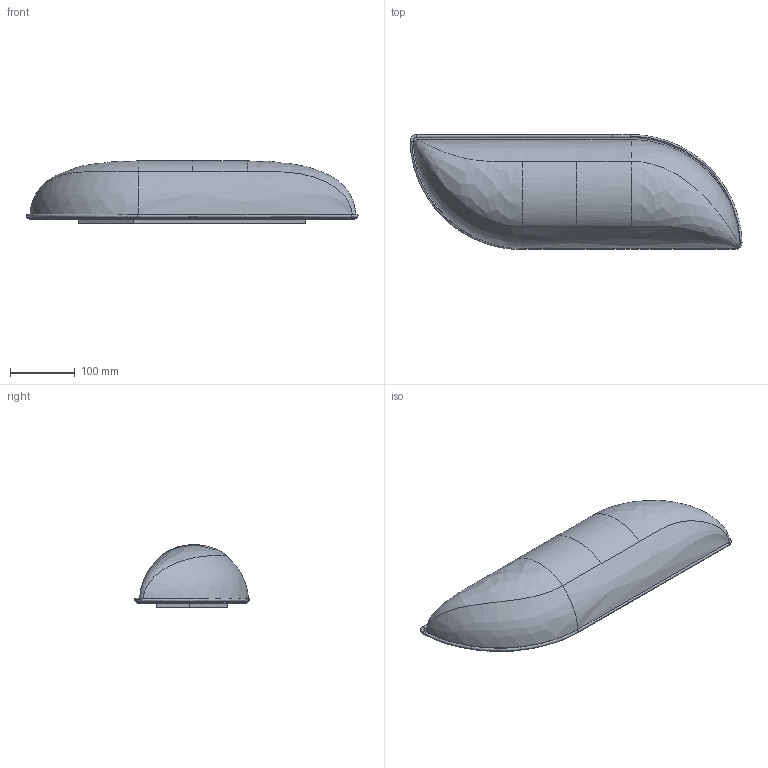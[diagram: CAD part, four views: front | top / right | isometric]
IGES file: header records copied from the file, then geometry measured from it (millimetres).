
Start section: SolidWorks IGES file using analytic representation for surfaces
Global section: file name: ODDAQ - Odds & Ends Aquafresh.IGS; native system: SolidWorks 2015; preprocessor: SolidWorks 2015; author: Design; date: 190326.182838; units: millimetre
Bounding box: 512.52 x 177.44 x 96.55 mm (x, y, z)
Volume: 5067110.7 mm3; surface area: 233529.5 mm2
Topology: 1 solids, 1 shells, 119 faces, 311 edges, 200 vertices
Faces by surface type: revolution 59, bspline 33, plane 27
